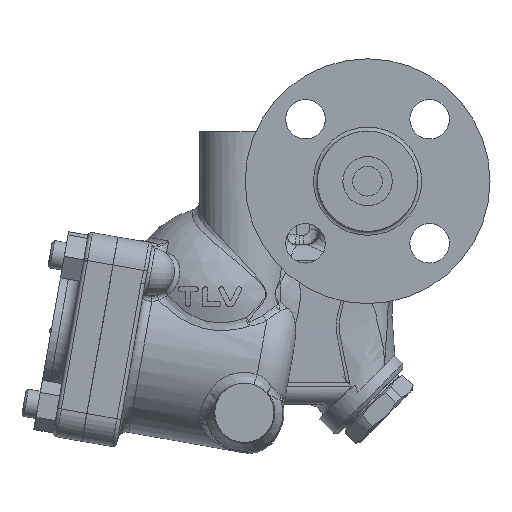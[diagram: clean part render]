
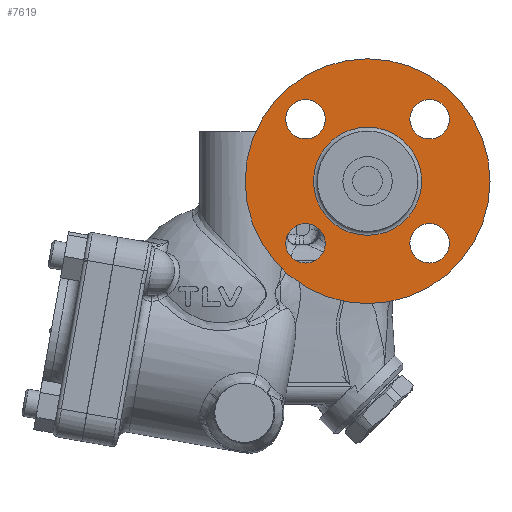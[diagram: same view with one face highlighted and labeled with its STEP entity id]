
A CAD part, front view. The second image highlights one B-rep face of the part: STEP entity #7619.
In plain terms, the highlighted planar face has unit normal (0, -1, 0).
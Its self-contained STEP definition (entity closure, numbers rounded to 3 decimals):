
#107=FACE_BOUND('',#1372,.T.);
#108=FACE_BOUND('',#1373,.T.);
#109=FACE_BOUND('',#1374,.T.);
#110=FACE_BOUND('',#1375,.T.);
#111=FACE_BOUND('',#1376,.T.);
#273=PLANE('',#8415);
#885=FACE_OUTER_BOUND('',#1371,.T.);
#1371=EDGE_LOOP('',(#6933,#6934));
#1372=EDGE_LOOP('',(#6935,#6936));
#1373=EDGE_LOOP('',(#6937,#6938));
#1374=EDGE_LOOP('',(#6939,#6940));
#1375=EDGE_LOOP('',(#6941,#6942));
#1376=EDGE_LOOP('',(#6943,#6944));
#2118=CIRCLE('',#8374,10.);
#2119=CIRCLE('',#8375,10.);
#2121=CIRCLE('',#8378,10.);
#2122=CIRCLE('',#8379,10.);
#2124=CIRCLE('',#8382,10.);
#2125=CIRCLE('',#8383,10.);
#2127=CIRCLE('',#8386,10.);
#2128=CIRCLE('',#8387,10.);
#2140=CIRCLE('',#8404,62.);
#2141=CIRCLE('',#8405,62.);
#2144=CIRCLE('',#8409,27.4);
#2145=CIRCLE('',#8410,27.4);
#3521=VERTEX_POINT('',#20009);
#3522=VERTEX_POINT('',#20010);
#3524=VERTEX_POINT('',#20017);
#3525=VERTEX_POINT('',#20018);
#3527=VERTEX_POINT('',#20025);
#3528=VERTEX_POINT('',#20026);
#3530=VERTEX_POINT('',#20033);
#3531=VERTEX_POINT('',#20034);
#3542=VERTEX_POINT('',#20066);
#3543=VERTEX_POINT('',#20068);
#3546=VERTEX_POINT('',#20075);
#3547=VERTEX_POINT('',#20077);
#4654=EDGE_CURVE('',#3521,#3522,#2118,.T.);
#4655=EDGE_CURVE('',#3522,#3521,#2119,.T.);
#4658=EDGE_CURVE('',#3524,#3525,#2121,.T.);
#4659=EDGE_CURVE('',#3525,#3524,#2122,.T.);
#4662=EDGE_CURVE('',#3527,#3528,#2124,.T.);
#4663=EDGE_CURVE('',#3528,#3527,#2125,.T.);
#4666=EDGE_CURVE('',#3530,#3531,#2127,.T.);
#4667=EDGE_CURVE('',#3531,#3530,#2128,.T.);
#4683=EDGE_CURVE('',#3542,#3543,#2140,.T.);
#4684=EDGE_CURVE('',#3543,#3542,#2141,.T.);
#4687=EDGE_CURVE('',#3546,#3547,#2144,.T.);
#4688=EDGE_CURVE('',#3547,#3546,#2145,.T.);
#6933=ORIENTED_EDGE('',*,*,#4684,.F.);
#6934=ORIENTED_EDGE('',*,*,#4683,.F.);
#6935=ORIENTED_EDGE('',*,*,#4654,.T.);
#6936=ORIENTED_EDGE('',*,*,#4655,.T.);
#6937=ORIENTED_EDGE('',*,*,#4658,.T.);
#6938=ORIENTED_EDGE('',*,*,#4659,.T.);
#6939=ORIENTED_EDGE('',*,*,#4662,.T.);
#6940=ORIENTED_EDGE('',*,*,#4663,.T.);
#6941=ORIENTED_EDGE('',*,*,#4666,.T.);
#6942=ORIENTED_EDGE('',*,*,#4667,.T.);
#6943=ORIENTED_EDGE('',*,*,#4688,.F.);
#6944=ORIENTED_EDGE('',*,*,#4687,.F.);
#7619=ADVANCED_FACE('',(#885,#107,#108,#109,#110,#111),#273,.T.);
#8374=AXIS2_PLACEMENT_3D('',#20011,#10220,#10221);
#8375=AXIS2_PLACEMENT_3D('',#20012,#10222,#10223);
#8378=AXIS2_PLACEMENT_3D('',#20019,#10229,#10230);
#8379=AXIS2_PLACEMENT_3D('',#20020,#10231,#10232);
#8382=AXIS2_PLACEMENT_3D('',#20027,#10238,#10239);
#8383=AXIS2_PLACEMENT_3D('',#20028,#10240,#10241);
#8386=AXIS2_PLACEMENT_3D('',#20035,#10247,#10248);
#8387=AXIS2_PLACEMENT_3D('',#20036,#10249,#10250);
#8404=AXIS2_PLACEMENT_3D('',#20069,#10287,#10288);
#8405=AXIS2_PLACEMENT_3D('',#20070,#10289,#10290);
#8409=AXIS2_PLACEMENT_3D('',#20078,#10297,#10298);
#8410=AXIS2_PLACEMENT_3D('',#20079,#10299,#10300);
#8415=AXIS2_PLACEMENT_3D('',#20087,#10310,#10311);
#10220=DIRECTION('center_axis',(0.,1.,0.));
#10221=DIRECTION('ref_axis',(0.,0.,
1.));
#10222=DIRECTION('center_axis',(0.,1.,0.));
#10223=DIRECTION('ref_axis',(0.,0.,
1.));
#10229=DIRECTION('center_axis',(0.,1.,0.));
#10230=DIRECTION('ref_axis',(-1.,0.,0.));
#10231=DIRECTION('center_axis',(0.,1.,0.));
#10232=DIRECTION('ref_axis',(-1.,0.,0.));
#10238=DIRECTION('center_axis',(0.,1.,0.));
#10239=DIRECTION('ref_axis',(0.,0.,
-1.));
#10240=DIRECTION('center_axis',(0.,1.,0.));
#10241=DIRECTION('ref_axis',(0.,0.,
-1.));
#10247=DIRECTION('center_axis',(0.,1.,0.));
#10248=DIRECTION('ref_axis',(1.,0.,0.));
#10249=DIRECTION('center_axis',(0.,1.,0.));
#10250=DIRECTION('ref_axis',(1.,0.,0.));
#10287=DIRECTION('center_axis',(0.,1.,0.));
#10288=DIRECTION('ref_axis',(1.,0.,0.));
#10289=DIRECTION('center_axis',(0.,1.,0.));
#10290=DIRECTION('ref_axis',(1.,0.,0.));
#10297=DIRECTION('center_axis',(0.,-1.,0.));
#10298=DIRECTION('ref_axis',(0.,0.,-1.));
#10299=DIRECTION('center_axis',(0.,-1.,0.));
#10300=DIRECTION('ref_axis',(0.,0.,-1.));
#10310=DIRECTION('center_axis',(0.,-1.,0.));
#10311=DIRECTION('ref_axis',(0.,0.,-1.));
#20009=CARTESIAN_POINT('',(104.069,-86.6,121.431));
#20010=CARTESIAN_POINT('',(104.069,-86.6,101.431));
#20011=CARTESIAN_POINT('Origin',(104.069,-86.6,111.431));
#20012=CARTESIAN_POINT('Origin',(104.069,-86.6,111.431));
#20017=CARTESIAN_POINT('',(94.069,-86.6,48.569));
#20018=CARTESIAN_POINT('',(114.069,-86.6,48.569));
#20019=CARTESIAN_POINT('Origin',(104.069,-86.6,48.569));
#20020=CARTESIAN_POINT('Origin',(104.069,-86.6,48.569));
#20025=CARTESIAN_POINT('',(166.931,-86.6,38.569));
#20026=CARTESIAN_POINT('',(166.931,-86.6,58.569));
#20027=CARTESIAN_POINT('Origin',(166.931,-86.6,48.569));
#20028=CARTESIAN_POINT('Origin',(166.931,-86.6,48.569));
#20033=CARTESIAN_POINT('',(176.931,-86.6,111.431));
#20034=CARTESIAN_POINT('',(156.931,-86.6,111.431));
#20035=CARTESIAN_POINT('Origin',(166.931,-86.6,111.431));
#20036=CARTESIAN_POINT('Origin',(166.931,-86.6,111.431));
#20066=CARTESIAN_POINT('',(135.5,-86.6,18.));
#20068=CARTESIAN_POINT('',(135.5,-86.6,142.));
#20069=CARTESIAN_POINT('Origin',(135.5,-86.6,80.));
#20070=CARTESIAN_POINT('Origin',(135.5,-86.6,80.));
#20075=CARTESIAN_POINT('',(135.5,-86.6,52.6));
#20077=CARTESIAN_POINT('',(135.5,-86.6,107.4));
#20078=CARTESIAN_POINT('Origin',(135.5,-86.6,80.));
#20079=CARTESIAN_POINT('Origin',(135.5,-86.6,80.));
#20087=CARTESIAN_POINT('Origin',(135.5,-86.6,142.));
